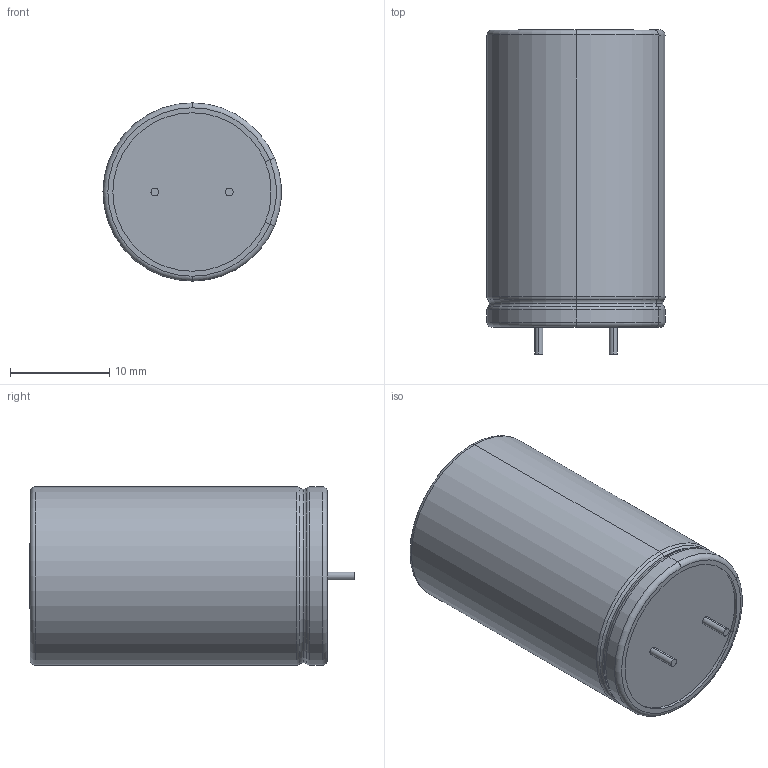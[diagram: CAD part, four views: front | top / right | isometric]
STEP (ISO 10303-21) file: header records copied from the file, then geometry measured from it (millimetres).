
FILE_DESCRIPTION (( 'STEP AP214' ), '1' );
FILE_NAME ('User Library-Capacitor Radial Electrolitic.STEP', '2010-11-02T10:36:06', ( 'sysAdmin' ), ( 'SolidWorks' ), 'SwSTEP 2.0', 'SolidWorks 2010', '' );
FILE_SCHEMA (( 'AUTOMOTIVE_DESIGN' ));
Length unit declared in the file: millimetre
Products named in the file (1): User Library-Capacitor Radial Electrolitic
Bounding box: 17.98 x 32.71 x 18 mm (x, y, z)
Volume: 7503.5 mm3; surface area: 2233.2 mm2
Topology: 1 solids, 1 shells, 54 faces, 136 edges, 86 vertices
Faces by surface type: torus 24, cylinder 20, plane 10
Entity records: 2300 total; most frequent: CARTESIAN_POINT 321, DIRECTION 318, ORIENTED_EDGE 272, AXIS2_PLACEMENT_3D 139, EDGE_CURVE 136, VERTEX_POINT 86, CIRCLE 84, UNCERTAINTY_MEASURE_WITH_UNIT 57
